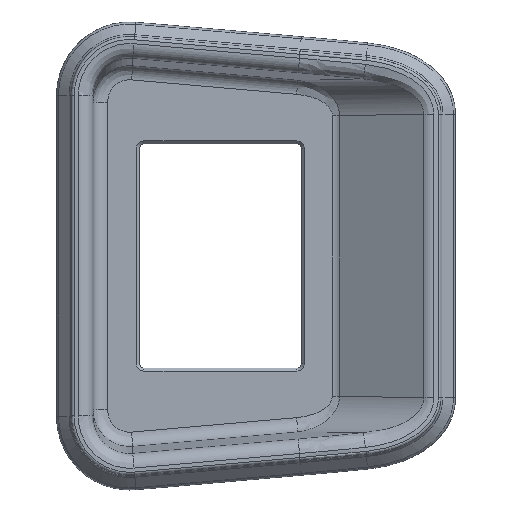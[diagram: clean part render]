
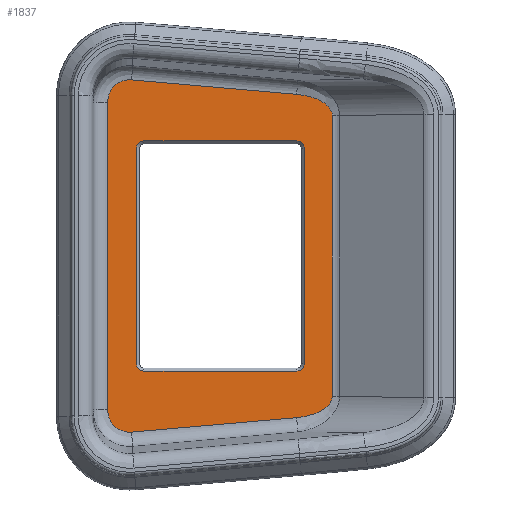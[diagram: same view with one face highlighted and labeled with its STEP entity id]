
A CAD part, top view. The second image highlights one B-rep face of the part: STEP entity #1837.
In plain terms, the highlighted planar face has unit normal (0, 0, 1).
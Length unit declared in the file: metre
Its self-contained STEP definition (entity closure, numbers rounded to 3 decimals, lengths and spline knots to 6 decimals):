
#72=CIRCLE('',#2001,0.001);
#73=CIRCLE('',#2002,0.001);
#74=CIRCLE('',#2003,0.001);
#75=CIRCLE('',#2004,0.001);
#163=ELLIPSE('',#2005,0.003047,0.003);
#164=ELLIPSE('',#2006,0.006,0.003);
#165=ELLIPSE('',#2007,0.006,0.003);
#166=ELLIPSE('',#2008,0.003047,0.003);
#177=PLANE('',#2000);
#446=ORIENTED_EDGE('',*,*,#960,.T.);
#447=ORIENTED_EDGE('',*,*,#961,.T.);
#448=ORIENTED_EDGE('',*,*,#962,.T.);
#449=ORIENTED_EDGE('',*,*,#963,.T.);
#450=ORIENTED_EDGE('',*,*,#964,.T.);
#451=ORIENTED_EDGE('',*,*,#965,.T.);
#452=ORIENTED_EDGE('',*,*,#966,.T.);
#453=ORIENTED_EDGE('',*,*,#967,.T.);
#454=ORIENTED_EDGE('',*,*,#968,.T.);
#455=ORIENTED_EDGE('',*,*,#969,.T.);
#456=ORIENTED_EDGE('',*,*,#970,.T.);
#457=ORIENTED_EDGE('',*,*,#971,.T.);
#458=ORIENTED_EDGE('',*,*,#972,.T.);
#459=ORIENTED_EDGE('',*,*,#973,.T.);
#460=ORIENTED_EDGE('',*,*,#974,.T.);
#461=ORIENTED_EDGE('',*,*,#975,.T.);
#960=EDGE_CURVE('',#1212,#1213,#72,.F.);
#961=EDGE_CURVE('',#1213,#1214,#1338,.T.);
#962=EDGE_CURVE('',#1214,#1215,#73,.F.);
#963=EDGE_CURVE('',#1215,#1216,#1339,.T.);
#964=EDGE_CURVE('',#1216,#1217,#74,.F.);
#965=EDGE_CURVE('',#1217,#1218,#1340,.T.);
#966=EDGE_CURVE('',#1218,#1219,#75,.F.);
#967=EDGE_CURVE('',#1219,#1212,#1341,.T.);
#968=EDGE_CURVE('',#1220,#1221,#1342,.F.);
#969=EDGE_CURVE('',#1221,#1222,#163,.T.);
#970=EDGE_CURVE('',#1222,#1223,#1343,.T.);
#971=EDGE_CURVE('',#1223,#1224,#164,.T.);
#972=EDGE_CURVE('',#1224,#1225,#1344,.T.);
#973=EDGE_CURVE('',#1225,#1226,#165,.T.);
#974=EDGE_CURVE('',#1226,#1227,#1345,.T.);
#975=EDGE_CURVE('',#1227,#1220,#166,.T.);
#1212=VERTEX_POINT('',#3084);
#1213=VERTEX_POINT('',#3085);
#1214=VERTEX_POINT('',#3087);
#1215=VERTEX_POINT('',#3089);
#1216=VERTEX_POINT('',#3091);
#1217=VERTEX_POINT('',#3093);
#1218=VERTEX_POINT('',#3095);
#1219=VERTEX_POINT('',#3097);
#1220=VERTEX_POINT('',#3100);
#1221=VERTEX_POINT('',#3101);
#1222=VERTEX_POINT('',#3103);
#1223=VERTEX_POINT('',#3105);
#1224=VERTEX_POINT('',#3107);
#1225=VERTEX_POINT('',#3109);
#1226=VERTEX_POINT('',#3111);
#1227=VERTEX_POINT('',#3113);
#1338=LINE('',#3086,#1460);
#1339=LINE('',#3090,#1461);
#1340=LINE('',#3094,#1462);
#1341=LINE('',#3098,#1463);
#1342=LINE('',#3099,#1464);
#1343=LINE('',#3104,#1465);
#1344=LINE('',#3108,#1466);
#1345=LINE('',#3112,#1467);
#1460=VECTOR('',#2271,1.);
#1461=VECTOR('',#2274,1.);
#1462=VECTOR('',#2277,1.);
#1463=VECTOR('',#2280,1.);
#1464=VECTOR('',#2281,1.);
#1465=VECTOR('',#2284,1.);
#1466=VECTOR('',#2287,1.);
#1467=VECTOR('',#2290,1.);
#1562=EDGE_LOOP('',(#446,#447,#448,#449,#450,#451,#452,#453));
#1563=EDGE_LOOP('',(#454,#455,#456,#457,#458,#459,#460,#461));
#1692=FACE_BOUND('',#1562,.T.);
#1693=FACE_BOUND('',#1563,.T.);
#1837=ADVANCED_FACE('',(#1692,#1693),#177,.T.);
#2000=AXIS2_PLACEMENT_3D('',#3082,#2267,#2268);
#2001=AXIS2_PLACEMENT_3D('',#3083,#2269,#2270);
#2002=AXIS2_PLACEMENT_3D('',#3088,#2272,#2273);
#2003=AXIS2_PLACEMENT_3D('',#3092,#2275,#2276);
#2004=AXIS2_PLACEMENT_3D('',#3096,#2278,#2279);
#2005=AXIS2_PLACEMENT_3D('',#3102,#2282,#2283);
#2006=AXIS2_PLACEMENT_3D('',#3106,#2285,#2286);
#2007=AXIS2_PLACEMENT_3D('',#3110,#2288,#2289);
#2008=AXIS2_PLACEMENT_3D('',#3114,#2291,#2292);
#2267=DIRECTION('',(0.,0.,1.));
#2268=DIRECTION('',(0.,-1.,0.));
#2269=DIRECTION('',(0.,0.,1.));
#2270=DIRECTION('',(0.,-1.,0.));
#2271=DIRECTION('',(0.,-1.,0.));
#2272=DIRECTION('',(0.,0.,1.));
#2273=DIRECTION('',(0.,-1.,0.));
#2274=DIRECTION('',(-1.,0.,0.));
#2275=DIRECTION('',(0.,0.,1.));
#2276=DIRECTION('',(0.,-1.,0.));
#2277=DIRECTION('',(0.,1.,0.));
#2278=DIRECTION('',(0.,0.,1.));
#2279=DIRECTION('',(0.,-1.,0.));
#2280=DIRECTION('',(1.,0.,0.));
#2281=DIRECTION('',(0.,1.,0.));
#2282=DIRECTION('',(0.,0.,1.));
#2283=DIRECTION('',(0.,1.,0.));
#2284=DIRECTION('',(0.996,0.087,0.));
#2285=DIRECTION('',(0.,0.,1.));
#2286=DIRECTION('',(-1.,0.015,0.));
#2287=DIRECTION('',(0.,1.,0.));
#2288=DIRECTION('',(0.,0.,1.));
#2289=DIRECTION('',(1.,0.015,0.));
#2290=DIRECTION('',(-0.996,0.087,0.));
#2291=DIRECTION('',(0.,0.,1.));
#2292=DIRECTION('',(0.,1.,0.));
#3082=CARTESIAN_POINT('',(0.001218,-0.024863,0.0012));
#3083=CARTESIAN_POINT('',(-0.001184,0.01465,0.0012));
#3084=CARTESIAN_POINT('',(-0.001184,0.01565,0.0012));
#3085=CARTESIAN_POINT('',(-0.000183,0.01465,0.0012));
#3086=CARTESIAN_POINT('',(-0.000184,-0.01465,0.0012));
#3087=CARTESIAN_POINT('',(-0.000184,-0.01465,0.0012));
#3088=CARTESIAN_POINT('',(-0.001184,-0.01465,0.0012));
#3089=CARTESIAN_POINT('',(-0.001184,-0.01565,0.0012));
#3090=CARTESIAN_POINT('',(-0.021984,-0.01565,0.0012));
#3091=CARTESIAN_POINT('',(-0.021984,-0.01565,0.0012));
#3092=CARTESIAN_POINT('',(-0.021984,-0.01465,0.0012));
#3093=CARTESIAN_POINT('',(-0.022984,-0.01465,0.0012));
#3094=CARTESIAN_POINT('',(-0.022984,0.01465,0.0012));
#3095=CARTESIAN_POINT('',(-0.022984,0.01465,0.0012));
#3096=CARTESIAN_POINT('',(-0.021984,0.01465,0.0012));
#3097=CARTESIAN_POINT('',(-0.021984,0.01565,0.0012));
#3098=CARTESIAN_POINT('',(-0.001184,0.01565,0.0012));
#3099=CARTESIAN_POINT('',(-0.026917,-0.024863,0.0012));
#3100=CARTESIAN_POINT('',(-0.026917,0.020917,0.0012));
#3101=CARTESIAN_POINT('',(-0.026917,-0.020917,0.0012));
#3102=CARTESIAN_POINT('',(-0.023917,-0.020917,0.0012));
#3103=CARTESIAN_POINT('',(-0.023659,-0.023953,0.0012));
#3104=CARTESIAN_POINT('',(-0.004051,-0.022237,0.0012));
#3105=CARTESIAN_POINT('',(-0.001214,-0.021989,0.0012));
#3106=CARTESIAN_POINT('',(-0.002374,-0.019033,0.0012));
#3107=CARTESIAN_POINT('',(0.003626,-0.019099,0.0012));
#3108=CARTESIAN_POINT('',(0.003626,0.019092,0.0012));
#3109=CARTESIAN_POINT('',(0.003626,0.019099,0.0012));
#3110=CARTESIAN_POINT('',(-0.002374,0.019033,0.0012));
#3111=CARTESIAN_POINT('',(-0.001214,0.021989,0.0012));
#3112=CARTESIAN_POINT('',(-0.023634,0.023951,0.0012));
#3113=CARTESIAN_POINT('',(-0.023659,0.023953,0.0012));
#3114=CARTESIAN_POINT('',(-0.023917,0.020917,0.0012));
